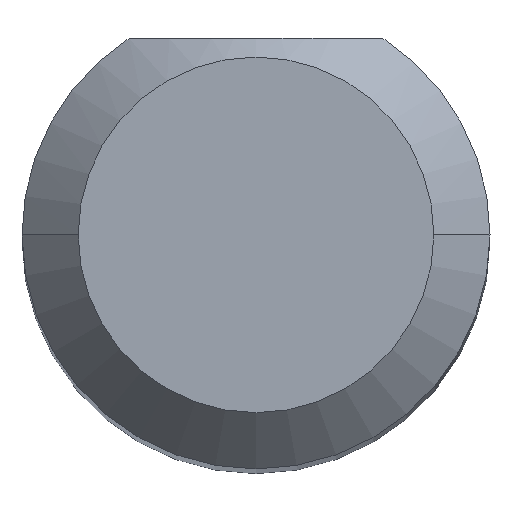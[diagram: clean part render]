
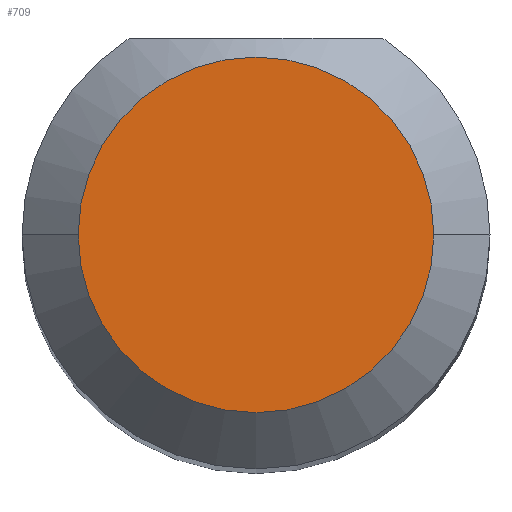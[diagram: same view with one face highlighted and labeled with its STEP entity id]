
A CAD part, top view. The second image highlights one B-rep face of the part: STEP entity #709.
In plain terms, the highlighted planar face has unit normal (0, 0, 1).
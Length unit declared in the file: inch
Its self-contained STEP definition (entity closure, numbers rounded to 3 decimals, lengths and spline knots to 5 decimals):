
#32 = AXIS2_PLACEMENT_3D ( 'NONE', #403, #640, #128 ) ;
#50 = CARTESIAN_POINT ( 'NONE',  ( 0., 0., 1.5 ) ) ;
#65 = DIRECTION ( 'NONE',  ( 0., 0., 1. ) ) ;
#95 = AXIS2_PLACEMENT_3D ( 'NONE', #50, #65, #806 ) ;
#125 = EDGE_CURVE ( 'NONE', #677, #702, #491, .T. ) ;
#128 = DIRECTION ( 'NONE',  ( 1., 0., 0. ) ) ;
#245 = EDGE_CURVE ( 'NONE', #702, #677, #1035, .T. ) ;
#267 = DIRECTION ( 'NONE',  ( 0., 0., 1. ) ) ;
#343 = FACE_OUTER_BOUND ( 'NONE', #941, .T. ) ;
#368 = CARTESIAN_POINT ( 'NONE',  ( 0.0475, 0., 1.5 ) ) ;
#403 = CARTESIAN_POINT ( 'NONE',  ( 0., 0., 1.5 ) ) ;
#441 = AXIS2_PLACEMENT_3D ( 'NONE', #681, #267, #597 ) ;
#491 = CIRCLE ( 'NONE', #95, 0.0475 ) ;
#519 = ORIENTED_EDGE ( 'NONE', *, *, #245, .T. ) ;
#529 = PLANE ( 'NONE',  #441 ) ;
#597 = DIRECTION ( 'NONE',  ( 1., 0., 0. ) ) ;
#640 = DIRECTION ( 'NONE',  ( 0., 0., 1. ) ) ;
#677 = VERTEX_POINT ( 'NONE', #368 ) ;
#681 = CARTESIAN_POINT ( 'NONE',  ( 0., 0., 1.5 ) ) ;
#702 = VERTEX_POINT ( 'NONE', #1094 ) ;
#709 = ADVANCED_FACE ( 'NONE', ( #343 ), #529, .T. ) ;
#806 = DIRECTION ( 'NONE',  ( 1., 0., 0. ) ) ;
#941 = EDGE_LOOP ( 'NONE', ( #519, #993 ) ) ;
#993 = ORIENTED_EDGE ( 'NONE', *, *, #125, .T. ) ;
#1035 = CIRCLE ( 'NONE', #32, 0.0475 ) ;
#1094 = CARTESIAN_POINT ( 'NONE',  ( -0.0475, 0., 1.5 ) ) ;
